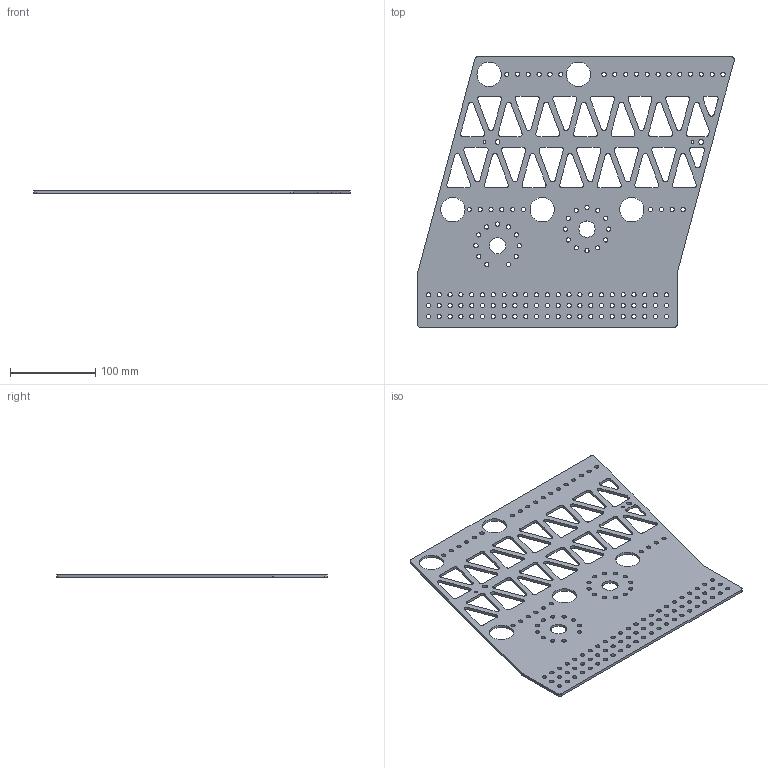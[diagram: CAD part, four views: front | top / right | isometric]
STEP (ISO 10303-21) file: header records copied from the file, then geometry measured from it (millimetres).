
FILE_DESCRIPTION (( 'STEP AP214' ), '1' );
FILE_NAME ('SidePlateDetailed.STEP', '2025-02-21T02:37:01', ( '' ), ( '' ), 'SwSTEP 2.0', 'SolidWorks 2024', '' );
FILE_SCHEMA (( 'AUTOMOTIVE_DESIGN' ));
Length unit declared in the file: inch
Products named in the file (1): SidePlateDetailed
Bounding box: 371.89 x 317.5 x 3.17 mm (x, y, z)
Volume: 228029.7 mm3; surface area: 165357.3 mm2
Topology: 1 solids, 1 shells, 481 faces, 1437 edges, 958 vertices
Faces by surface type: cylinder 383, plane 98
Entity records: 17260 total; most frequent: DIRECTION 3167, CARTESIAN_POINT 2877, ORIENTED_EDGE 2874, EDGE_CURVE 1437, AXIS2_PLACEMENT_3D 1248, VERTEX_POINT 958, EDGE_LOOP 799, CIRCLE 766
